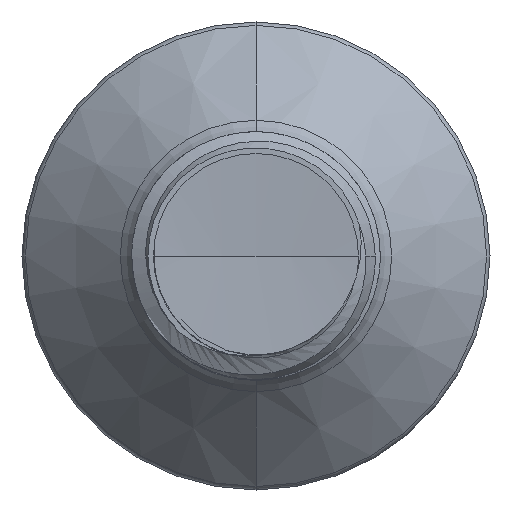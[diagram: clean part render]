
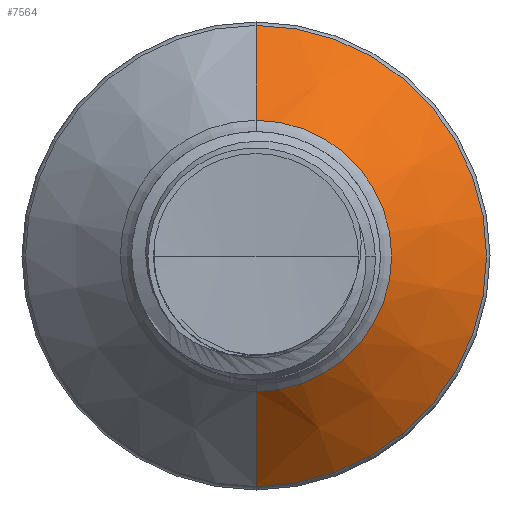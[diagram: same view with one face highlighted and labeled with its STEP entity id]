
A CAD part, front view. The second image highlights one B-rep face of the part: STEP entity #7564.
In plain terms, the highlighted conical face has half-angle 45 degrees and reference radius 3.276 mm.
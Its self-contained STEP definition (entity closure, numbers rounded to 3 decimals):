
#28 = AXIS2_PLACEMENT_3D ( 'NONE', #11366, #11124, #11353 ) ;
#391 = EDGE_CURVE ( 'NONE', #10993, #14810, #502, .T. ) ;
#502 = LINE ( 'NONE', #23268, #8635 ) ;
#3664 = EDGE_LOOP ( 'NONE', ( #12982, #13009, #13043, #13111 ) ) ;
#4519 = DIRECTION ( 'NONE',  ( 0., 0., 1. ) ) ;
#4549 = DIRECTION ( 'NONE',  ( 0., 1., 0. ) ) ;
#4563 = CARTESIAN_POINT ( 'NONE',  ( 0., 26.107, 0. ) ) ;
#6016 = CONICAL_SURFACE ( 'NONE', #28, 3.276, 0.785 ) ;
#6889 = FACE_OUTER_BOUND ( 'NONE', #3664, .T. ) ;
#7478 = DIRECTION ( 'NONE',  ( 0., 1., 0. ) ) ;
#7507 = CARTESIAN_POINT ( 'NONE',  ( 0., 28.399, -5.567 ) ) ;
#7564 = ADVANCED_FACE ( 'NONE', ( #6889 ), #6016, .T. ) ;
#7611 = CARTESIAN_POINT ( 'NONE',  ( 0., 26.107, 3.276 ) ) ;
#8604 = EDGE_CURVE ( 'NONE', #10993, #12209, #29148, .T. ) ;
#8635 = VECTOR ( 'NONE', #23429, 1000. ) ;
#10993 = VERTEX_POINT ( 'NONE', #7611 ) ;
#11030 = VERTEX_POINT ( 'NONE', #7507 ) ;
#11124 = DIRECTION ( 'NONE',  ( 0., 1., 0. ) ) ;
#11353 = DIRECTION ( 'NONE',  ( 0., 0., 1. ) ) ;
#11366 = CARTESIAN_POINT ( 'NONE',  ( 0., 26.107, 0. ) ) ;
#12209 = VERTEX_POINT ( 'NONE', #27334 ) ;
#12982 = ORIENTED_EDGE ( 'NONE', *, *, #8604, .T. ) ;
#13009 = ORIENTED_EDGE ( 'NONE', *, *, #22690, .T. ) ;
#13043 = ORIENTED_EDGE ( 'NONE', *, *, #31557, .F. ) ;
#13111 = ORIENTED_EDGE ( 'NONE', *, *, #391, .F. ) ;
#14810 = VERTEX_POINT ( 'NONE', #20328 ) ;
#18284 = CIRCLE ( 'NONE', #29305, 5.567 ) ;
#20079 = LINE ( 'NONE', #25745, #26081 ) ;
#20328 = CARTESIAN_POINT ( 'NONE',  ( 0., 28.399, 5.567 ) ) ;
#22164 = AXIS2_PLACEMENT_3D ( 'NONE', #4563, #4549, #4519 ) ;
#22690 = EDGE_CURVE ( 'NONE', #12209, #11030, #20079, .T. ) ;
#23268 = CARTESIAN_POINT ( 'NONE',  ( 0., 26.107, 3.276 ) ) ;
#23429 = DIRECTION ( 'NONE',  ( 0., 0.707, 0.707 ) ) ;
#23904 = CARTESIAN_POINT ( 'NONE',  ( 0., 28.399, 0. ) ) ;
#25745 = CARTESIAN_POINT ( 'NONE',  ( 0., 26.107, -3.276 ) ) ;
#26081 = VECTOR ( 'NONE', #28099, 1000. ) ;
#26319 = DIRECTION ( 'NONE',  ( 0., 0., 1. ) ) ;
#27334 = CARTESIAN_POINT ( 'NONE',  ( 0., 26.107, -3.276 ) ) ;
#28099 = DIRECTION ( 'NONE',  ( 0., 0.707, -0.707 ) ) ;
#29148 = CIRCLE ( 'NONE', #22164, 3.276 ) ;
#29305 = AXIS2_PLACEMENT_3D ( 'NONE', #23904, #7478, #26319 ) ;
#31557 = EDGE_CURVE ( 'NONE', #14810, #11030, #18284, .T. ) ;
